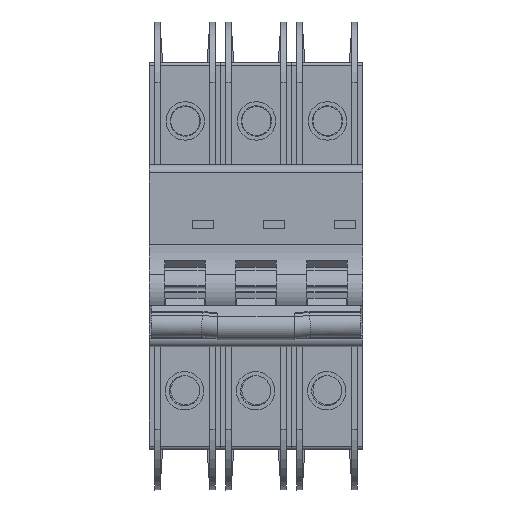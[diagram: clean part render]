
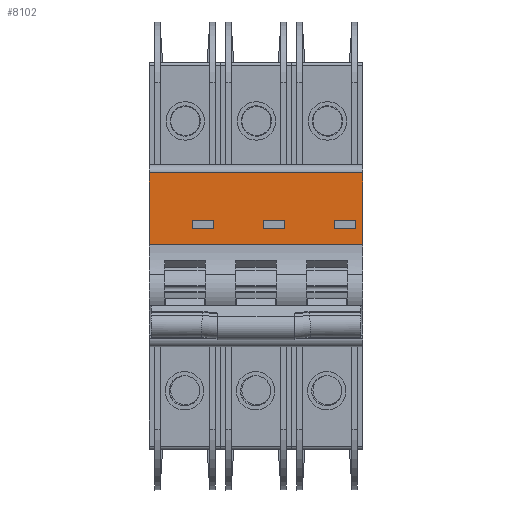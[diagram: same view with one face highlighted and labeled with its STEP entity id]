
A CAD part, top view. The second image highlights one B-rep face of the part: STEP entity #8102.
In plain terms, the highlighted planar face has unit normal (0, 0, 1).
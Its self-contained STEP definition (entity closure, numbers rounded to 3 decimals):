
#7712=AXIS2_PLACEMENT_3D('Plane Axis2P3D',#7709,#7710,#7711) ;
#2810=CARTESIAN_POINT('Vertex',(0.,60.565,65.618)) ;
#2813=CARTESIAN_POINT('Line Origine',(0.,69.467,65.618)) ;
#2817=CARTESIAN_POINT('Vertex',(0.,78.37,65.618)) ;
#3174=CARTESIAN_POINT('Vertex',(52.8,78.37,65.618)) ;
#3177=CARTESIAN_POINT('Line Origine',(9.41,78.37,65.618)) ;
#3589=CARTESIAN_POINT('Line Origine',(52.8,69.467,65.618)) ;
#3593=CARTESIAN_POINT('Vertex',(52.8,60.565,65.618)) ;
#7709=CARTESIAN_POINT('Axis2P3D Location',(0.,37.37,65.618)) ;
#7965=CARTESIAN_POINT('Line Origine',(9.41,60.565,65.618)) ;
#8000=CARTESIAN_POINT('Line Origine',(28.2,65.705,65.618)) ;
#8004=CARTESIAN_POINT('Vertex',(28.2,66.705,65.618)) ;
#8006=CARTESIAN_POINT('Vertex',(28.2,64.705,65.618)) ;
#8009=CARTESIAN_POINT('Line Origine',(30.85,66.705,65.618)) ;
#8013=CARTESIAN_POINT('Vertex',(33.5,66.705,65.618)) ;
#8016=CARTESIAN_POINT('Line Origine',(33.5,65.705,65.618)) ;
#8020=CARTESIAN_POINT('Vertex',(33.5,64.705,65.618)) ;
#8023=CARTESIAN_POINT('Line Origine',(30.85,64.705,65.618)) ;
#8034=CARTESIAN_POINT('Line Origine',(51.1,65.705,65.618)) ;
#8038=CARTESIAN_POINT('Vertex',(51.1,64.705,65.618)) ;
#8040=CARTESIAN_POINT('Vertex',(51.1,66.705,65.618)) ;
#8043=CARTESIAN_POINT('Line Origine',(48.45,64.705,65.618)) ;
#8047=CARTESIAN_POINT('Vertex',(45.8,64.705,65.618)) ;
#8050=CARTESIAN_POINT('Line Origine',(45.8,65.705,65.618)) ;
#8054=CARTESIAN_POINT('Vertex',(45.8,66.705,65.618)) ;
#8057=CARTESIAN_POINT('Line Origine',(48.45,66.705,65.618)) ;
#8068=CARTESIAN_POINT('Line Origine',(13.25,64.705,65.618)) ;
#8072=CARTESIAN_POINT('Vertex',(10.6,64.705,65.618)) ;
#8074=CARTESIAN_POINT('Vertex',(15.9,64.705,65.618)) ;
#8077=CARTESIAN_POINT('Line Origine',(10.6,65.705,65.618)) ;
#8081=CARTESIAN_POINT('Vertex',(10.6,66.705,65.618)) ;
#8084=CARTESIAN_POINT('Line Origine',(13.25,66.705,65.618)) ;
#8088=CARTESIAN_POINT('Vertex',(15.9,66.705,65.618)) ;
#8091=CARTESIAN_POINT('Line Origine',(15.9,65.705,65.618)) ;
#2814=DIRECTION('Vector Direction',(0.,-1.,0.)) ;
#3178=DIRECTION('Vector Direction',(-1.,0.,0.)) ;
#3590=DIRECTION('Vector Direction',(0.,1.,0.)) ;
#7710=DIRECTION('Axis2P3D Direction',(0.,0.,-1.)) ;
#7711=DIRECTION('Axis2P3D XDirection',(0.,1.,0.)) ;
#7966=DIRECTION('Vector Direction',(-1.,0.,0.)) ;
#8001=DIRECTION('Vector Direction',(0.,-1.,0.)) ;
#8010=DIRECTION('Vector Direction',(-1.,0.,0.)) ;
#8017=DIRECTION('Vector Direction',(0.,-1.,0.)) ;
#8024=DIRECTION('Vector Direction',(1.,0.,0.)) ;
#8035=DIRECTION('Vector Direction',(0.,-1.,0.)) ;
#8044=DIRECTION('Vector Direction',(1.,0.,0.)) ;
#8051=DIRECTION('Vector Direction',(0.,-1.,0.)) ;
#8058=DIRECTION('Vector Direction',(-1.,0.,0.)) ;
#8069=DIRECTION('Vector Direction',(1.,0.,0.)) ;
#8078=DIRECTION('Vector Direction',(0.,-1.,0.)) ;
#8085=DIRECTION('Vector Direction',(-1.,0.,0.)) ;
#8092=DIRECTION('Vector Direction',(0.,-1.,0.)) ;
#2815=VECTOR('Line Direction',#2814,1.) ;
#3179=VECTOR('Line Direction',#3178,1.) ;
#3591=VECTOR('Line Direction',#3590,1.) ;
#7967=VECTOR('Line Direction',#7966,1.) ;
#8002=VECTOR('Line Direction',#8001,1.) ;
#8011=VECTOR('Line Direction',#8010,1.) ;
#8018=VECTOR('Line Direction',#8017,1.) ;
#8025=VECTOR('Line Direction',#8024,1.) ;
#8036=VECTOR('Line Direction',#8035,1.) ;
#8045=VECTOR('Line Direction',#8044,1.) ;
#8052=VECTOR('Line Direction',#8051,1.) ;
#8059=VECTOR('Line Direction',#8058,1.) ;
#8070=VECTOR('Line Direction',#8069,1.) ;
#8079=VECTOR('Line Direction',#8078,1.) ;
#8086=VECTOR('Line Direction',#8085,1.) ;
#8093=VECTOR('Line Direction',#8092,1.) ;
#7995=ORIENTED_EDGE('',*,*,#3595,.T.) ;
#7996=ORIENTED_EDGE('',*,*,#3181,.F.) ;
#7997=ORIENTED_EDGE('',*,*,#2819,.F.) ;
#7998=ORIENTED_EDGE('',*,*,#7969,.T.) ;
#8029=ORIENTED_EDGE('',*,*,#8008,.F.) ;
#8030=ORIENTED_EDGE('',*,*,#8015,.F.) ;
#8031=ORIENTED_EDGE('',*,*,#8022,.F.) ;
#8032=ORIENTED_EDGE('',*,*,#8027,.F.) ;
#8063=ORIENTED_EDGE('',*,*,#8042,.F.) ;
#8064=ORIENTED_EDGE('',*,*,#8049,.F.) ;
#8065=ORIENTED_EDGE('',*,*,#8056,.F.) ;
#8066=ORIENTED_EDGE('',*,*,#8061,.F.) ;
#8097=ORIENTED_EDGE('',*,*,#8076,.F.) ;
#8098=ORIENTED_EDGE('',*,*,#8083,.F.) ;
#8099=ORIENTED_EDGE('',*,*,#8090,.F.) ;
#8100=ORIENTED_EDGE('',*,*,#8095,.F.) ;
#8033=FACE_BOUND('',#8028,.T.) ;
#8067=FACE_BOUND('',#8062,.T.) ;
#8101=FACE_BOUND('',#8096,.T.) ;
#8102=ADVANCED_FACE('MCB',(#7999,#8033,#8067,#8101),#7713,.F.) ;
#2819=EDGE_CURVE('',#2811,#2818,#2816,.F.) ;
#3181=EDGE_CURVE('',#2818,#3175,#3180,.F.) ;
#3595=EDGE_CURVE('',#3594,#3175,#3592,.T.) ;
#7969=EDGE_CURVE('',#2811,#3594,#7968,.F.) ;
#8008=EDGE_CURVE('',#8005,#8007,#8003,.T.) ;
#8015=EDGE_CURVE('',#8014,#8005,#8012,.T.) ;
#8022=EDGE_CURVE('',#8021,#8014,#8019,.F.) ;
#8027=EDGE_CURVE('',#8007,#8021,#8026,.T.) ;
#8042=EDGE_CURVE('',#8039,#8041,#8037,.F.) ;
#8049=EDGE_CURVE('',#8048,#8039,#8046,.T.) ;
#8056=EDGE_CURVE('',#8055,#8048,#8053,.T.) ;
#8061=EDGE_CURVE('',#8041,#8055,#8060,.T.) ;
#8076=EDGE_CURVE('',#8073,#8075,#8071,.T.) ;
#8083=EDGE_CURVE('',#8082,#8073,#8080,.T.) ;
#8090=EDGE_CURVE('',#8089,#8082,#8087,.T.) ;
#8095=EDGE_CURVE('',#8075,#8089,#8094,.F.) ;
#7994=EDGE_LOOP('',(#7995,#7996,#7997,#7998)) ;
#8028=EDGE_LOOP('',(#8029,#8030,#8031,#8032)) ;
#8062=EDGE_LOOP('',(#8063,#8064,#8065,#8066)) ;
#8096=EDGE_LOOP('',(#8097,#8098,#8099,#8100)) ;
#7999=FACE_OUTER_BOUND('',#7994,.T.) ;
#2816=LINE('Line',#2813,#2815) ;
#3180=LINE('Line',#3177,#3179) ;
#3592=LINE('Line',#3589,#3591) ;
#7968=LINE('Line',#7965,#7967) ;
#8003=LINE('Line',#8000,#8002) ;
#8012=LINE('Line',#8009,#8011) ;
#8019=LINE('Line',#8016,#8018) ;
#8026=LINE('Line',#8023,#8025) ;
#8037=LINE('Line',#8034,#8036) ;
#8046=LINE('Line',#8043,#8045) ;
#8053=LINE('Line',#8050,#8052) ;
#8060=LINE('Line',#8057,#8059) ;
#8071=LINE('Line',#8068,#8070) ;
#8080=LINE('Line',#8077,#8079) ;
#8087=LINE('Line',#8084,#8086) ;
#8094=LINE('Line',#8091,#8093) ;
#7713=PLANE('',#7712) ;
#2811=VERTEX_POINT('',#2810) ;
#2818=VERTEX_POINT('',#2817) ;
#3175=VERTEX_POINT('',#3174) ;
#3594=VERTEX_POINT('',#3593) ;
#8005=VERTEX_POINT('',#8004) ;
#8007=VERTEX_POINT('',#8006) ;
#8014=VERTEX_POINT('',#8013) ;
#8021=VERTEX_POINT('',#8020) ;
#8039=VERTEX_POINT('',#8038) ;
#8041=VERTEX_POINT('',#8040) ;
#8048=VERTEX_POINT('',#8047) ;
#8055=VERTEX_POINT('',#8054) ;
#8073=VERTEX_POINT('',#8072) ;
#8075=VERTEX_POINT('',#8074) ;
#8082=VERTEX_POINT('',#8081) ;
#8089=VERTEX_POINT('',#8088) ;
